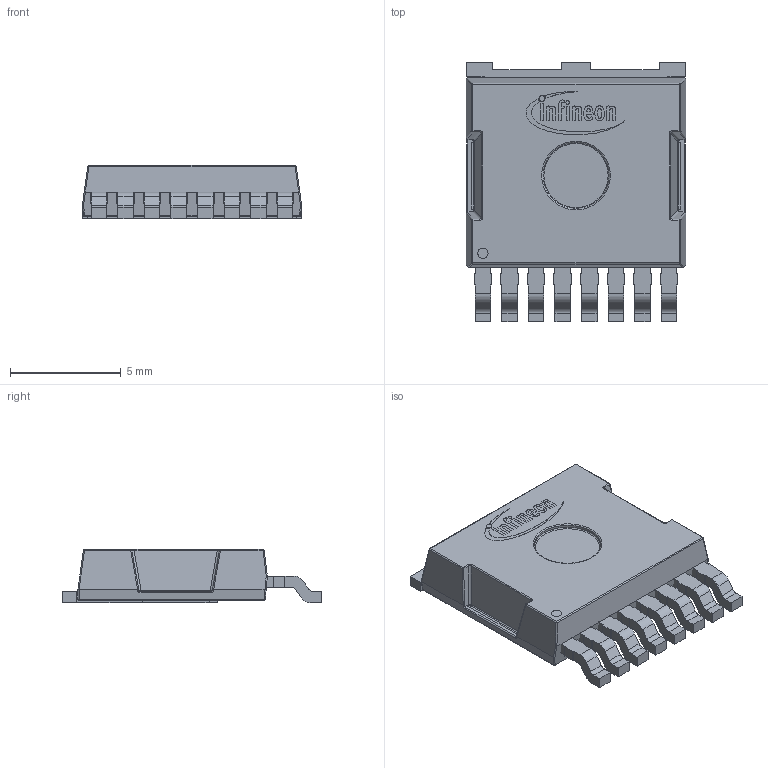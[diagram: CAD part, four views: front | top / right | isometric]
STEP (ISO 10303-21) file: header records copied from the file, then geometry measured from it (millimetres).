
FILE_DESCRIPTION(/* description */ (''),/* implementation_level */ '2;1');
FILE_NAME(/* name */ 'Infineon IAUS300N08S5N012ATMA1 - PG-HSOG-8.stp',/* time_stamp */ '2020-04-11T03:51:38-04:00',/* author */ ('Ricardo'),/* organization */ (''),/* preprocessor_version */ 'ST-DEVELOPER v18',/* originating_system */ 'Autodesk Inventor 2020',/* authorisation */ '');
FILE_SCHEMA (('AUTOMOTIVE_DESIGN { 1 0 10303 214 3 1 1 }'));
Length unit declared in the file: millimetre
Products named in the file (4): Infineon IAUS300N08S5N012ATMA1 - PG-HSOG-8; body; pins; logo
Assembly tree (3 placements, depth 2):
  Infineon IAUS300N08S5N012ATMA1 - PG-HSOG-8
    body
    pins
    logo
Bounding box: 9.9 x 11.7 x 2.4 mm (x, y, z)
Volume: 200.4 mm3; surface area: 486.2 mm2
Topology: 23 solids, 23 shells, 458 faces, 1183 edges, 768 vertices
Faces by surface type: plane 277, bspline 85, cylinder 82, sphere 12, torus 2
Full cylindrical faces by diameter (mm): 0.466 x1, 3 x1
Entity records: 14675 total; most frequent: CARTESIAN_POINT 3643, ORIENTED_EDGE 2366, DIRECTION 2041, EDGE_CURVE 1183, LINE 853, VECTOR 853, VERTEX_POINT 768, AXIS2_PLACEMENT_3D 594
